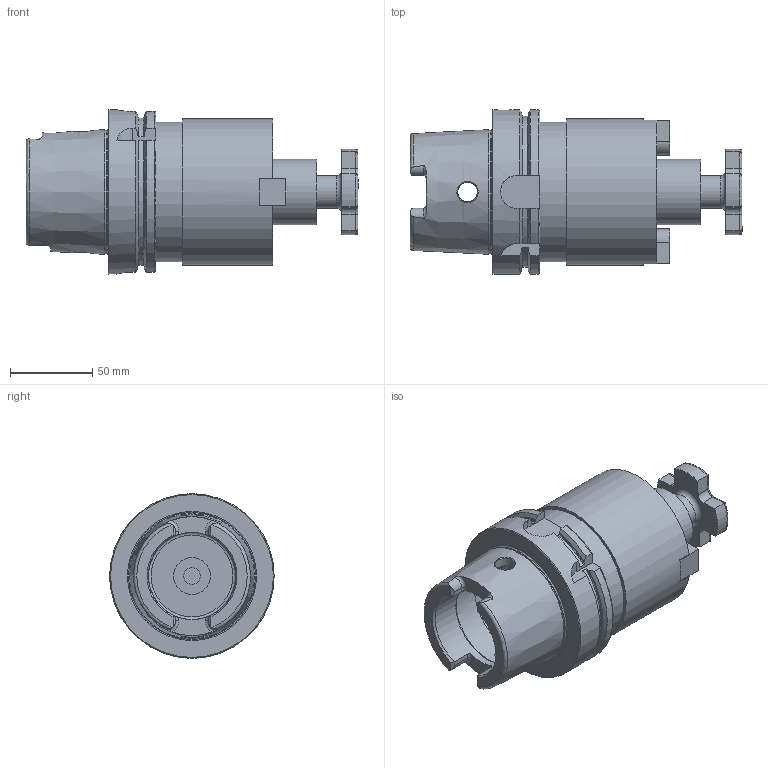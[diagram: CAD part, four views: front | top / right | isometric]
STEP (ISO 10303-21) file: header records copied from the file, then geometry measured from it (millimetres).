
FILE_DESCRIPTION(/* description */ ('','CAx-IF Rec.Pracs.---Representation and Presentation of Product Manufacturing Information (PMI)---4.0---2014-10-13'),/* implementation_level */ '2;1');
FILE_NAME(/* name */ 'ER013C.stp',/* time_stamp */ '2025-02-21T16:58:21+09:00',/* author */ ('eos'),/* organization */ (''),/* preprocessor_version */ 'ST-DEVELOPER v20',/* originating_system */ 'Autodesk Inventor 2025',/* authorisation */ '');
FILE_SCHEMA (('AP242_MANAGED_MODEL_BASED_3D_ENGINEERING_MIM_LF { 1 0 10303 442 1 1 4 }'));
Length unit declared in the file: millimetre
Products named in the file (5): LO-HSK100A-SMA16C-100; HSK63A; SMA40E-DRIVE KEY-SECO; KS B 1003 - M 6 x 16; SMA40-COLLAR BOLT
Assembly tree (4 placements, depth 2):
  LO-HSK100A-SMA16C-100
    HSK63A
    SMA40E-DRIVE KEY-SECO  x2
    SMA40-COLLAR BOLT
  KS B 1003 - M 6 x 16
Bounding box: 202 x 100 x 100 mm (x, y, z)
Volume: 721783.8 mm3; surface area: 97779.1 mm2
Topology: 6 solids, 6 shells, 228 faces, 571 edges, 366 vertices
Faces by surface type: plane 86, cylinder 75, torus 36, cone 29, bspline 2
Full cylindrical faces by diameter (mm): 4.917 x2, 5 x4, 6 x2, 6.6 x2, 10 x4, 10.106 x4, 10.5 x2, 12 x2, 17.294 x1, 20 x1, 21 x1, 22.376 x1, 25 x1, 40 x1, 53 x2, 63 x1, 75.415 x1, 85 x1, 89 x1, 100 x1
Entity records: 8504 total; most frequent: CARTESIAN_POINT 2505, DIRECTION 1227, ORIENTED_EDGE 1014, AXIS2_PLACEMENT_3D 509, EDGE_CURVE 507, VERTEX_POINT 331, CIRCLE 245, STYLED_ITEM 236
